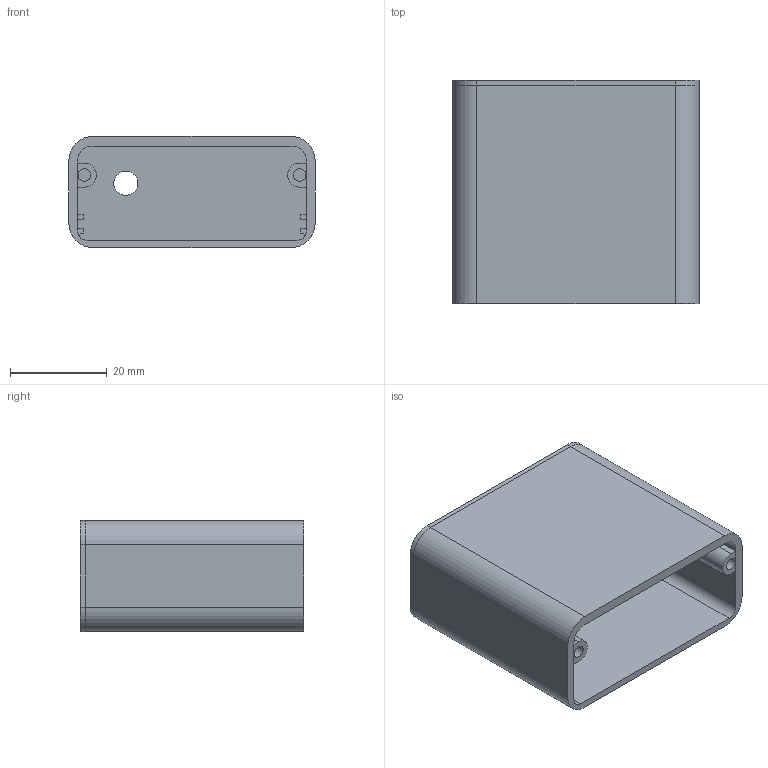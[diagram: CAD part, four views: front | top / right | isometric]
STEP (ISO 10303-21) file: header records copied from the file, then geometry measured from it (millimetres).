
FILE_DESCRIPTION(('FreeCAD Model'),'2;1');
FILE_NAME('Open CASCADE Shape Model','2024-02-11T19:08:20',(''),(''), 'Open CASCADE STEP processor 7.6','FreeCAD','Unknown');
FILE_SCHEMA(('AUTOMOTIVE_DESIGN { 1 0 10303 214 1 1 1 1 }'));
Length unit declared in the file: millimetre
Products named in the file (1): main housing
Bounding box: 51 x 46.2 x 23 mm (x, y, z)
Volume: 11926.9 mm3; surface area: 14887.9 mm2
Topology: 1 solids, 1 shells, 58 faces, 147 edges, 94 vertices
Faces by surface type: plane 41, cylinder 17
Full cylindrical faces by diameter (mm): 2.6 x2, 5 x1
Entity records: 3709 total; most frequent: CARTESIAN_POINT 684, DIRECTION 576, LINE 381, VECTOR 381, ORIENTED_EDGE 294, PCURVE 294, DEFINITIONAL_REPRESENTATION 294, EDGE_CURVE 147
